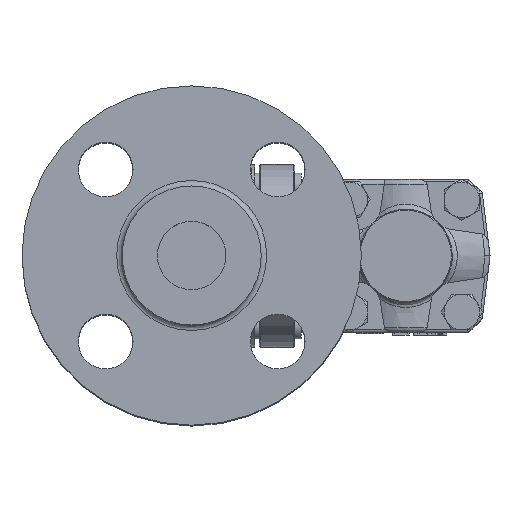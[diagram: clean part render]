
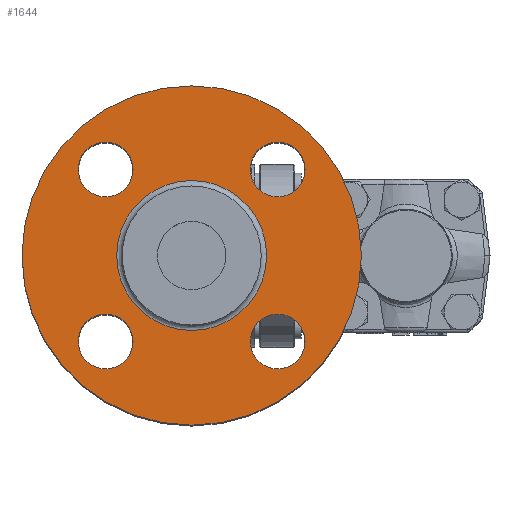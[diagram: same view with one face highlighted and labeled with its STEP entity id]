
A CAD part, top view. The second image highlights one B-rep face of the part: STEP entity #1644.
In plain terms, the highlighted planar face has unit normal (0, 0, 1).
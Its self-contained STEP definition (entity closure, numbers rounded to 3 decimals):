
#1498=CARTESIAN_POINT('',(-16.2,0.0,85.1));
#1499=VERTEX_POINT('',#1498);
#1500=CARTESIAN_POINT('',(-78.2,0.0,85.1));
#1501=DIRECTION('',(0.0,0.0,1.0));
#1502=DIRECTION('',(1.0,0.0,0.0));
#1503=AXIS2_PLACEMENT_3D('',#1500,#1501,#1502);
#1504=CIRCLE('',#1503,62.);
#1505=EDGE_CURVE('',#1499,#1499,#1504,.T.);
#1566=CARTESIAN_POINT('',(-50.8,0.0,85.1));
#1567=VERTEX_POINT('',#1566);
#1568=CARTESIAN_POINT('',(-78.2,0.0,85.1));
#1569=DIRECTION('',(0.,0.0,1.0));
#1570=DIRECTION('',(-1.0,0.,0.));
#1571=AXIS2_PLACEMENT_3D('',#1568,#1569,#1570);
#1572=CIRCLE('',#1571,27.4);
#1573=EDGE_CURVE('',#1567,#1567,#1572,.T.);
#1589=CARTESIAN_POINT('',(-34.5,0.0,85.1));
#1590=DIRECTION('',(0.,0.0,1.0));
#1591=DIRECTION('',(1.0,0.0,0.));
#1592=AXIS2_PLACEMENT_3D('',#1589,#1590,#1591);
#1593=PLANE('',#1592);
#1594=ORIENTED_EDGE('',*,*,#1505,.T.);
#1595=EDGE_LOOP('',(#1594));
#1596=FACE_OUTER_BOUND('',#1595,.T.);
#1597=CARTESIAN_POINT('',(-36.769,31.431,85.1));
#1598=VERTEX_POINT('',#1597);
#1599=CARTESIAN_POINT('',(-46.769,31.431,85.1));
#1600=DIRECTION('',(0.,0.0,-1.0));
#1601=DIRECTION('',(1.0,0.0,0.));
#1602=AXIS2_PLACEMENT_3D('',#1599,#1600,#1601);
#1603=CIRCLE('',#1602,10.0);
#1604=EDGE_CURVE('',#1598,#1598,#1603,.T.);
#1605=ORIENTED_EDGE('',*,*,#1604,.T.);
#1606=EDGE_LOOP('',(#1605));
#1607=FACE_BOUND('',#1606,.T.);
#1608=CARTESIAN_POINT('',(-109.631,41.431,85.1));
#1609=VERTEX_POINT('',#1608);
#1610=CARTESIAN_POINT('',(-109.631,31.431,85.1));
#1611=DIRECTION('',(0.,0.,-1.0));
#1612=DIRECTION('',(0.,1.0,0.));
#1613=AXIS2_PLACEMENT_3D('',#1610,#1611,#1612);
#1614=CIRCLE('',#1613,10.0);
#1615=EDGE_CURVE('',#1609,#1609,#1614,.T.);
#1616=ORIENTED_EDGE('',*,*,#1615,.T.);
#1617=EDGE_LOOP('',(#1616));
#1618=FACE_BOUND('',#1617,.T.);
#1619=CARTESIAN_POINT('',(-119.631,-31.431,85.1));
#1620=VERTEX_POINT('',#1619);
#1621=CARTESIAN_POINT('',(-109.631,-31.431,85.1));
#1622=DIRECTION('',(0.,0.,-1.0));
#1623=DIRECTION('',(-1.0,0.,0.));
#1624=AXIS2_PLACEMENT_3D('',#1621,#1622,#1623);
#1625=CIRCLE('',#1624,10.0);
#1626=EDGE_CURVE('',#1620,#1620,#1625,.T.);
#1627=ORIENTED_EDGE('',*,*,#1626,.T.);
#1628=EDGE_LOOP('',(#1627));
#1629=FACE_BOUND('',#1628,.T.);
#1630=CARTESIAN_POINT('',(-46.769,-41.431,85.1));
#1631=VERTEX_POINT('',#1630);
#1632=CARTESIAN_POINT('',(-46.769,-31.431,85.1));
#1633=DIRECTION('',(0.,0.,-1.0));
#1634=DIRECTION('',(0.,-1.0,0.));
#1635=AXIS2_PLACEMENT_3D('',#1632,#1633,#1634);
#1636=CIRCLE('',#1635,10.0);
#1637=EDGE_CURVE('',#1631,#1631,#1636,.T.);
#1638=ORIENTED_EDGE('',*,*,#1637,.T.);
#1639=EDGE_LOOP('',(#1638));
#1640=FACE_BOUND('',#1639,.T.);
#1641=ORIENTED_EDGE('',*,*,#1573,.F.);
#1642=EDGE_LOOP('',(#1641));
#1643=FACE_BOUND('',#1642,.T.);
#1644=ADVANCED_FACE('',(#1596,#1607,#1618,#1629,#1640,#1643),#1593,.T.);
